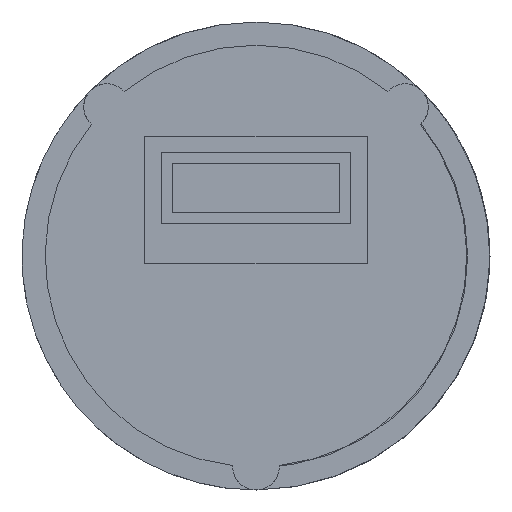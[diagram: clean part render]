
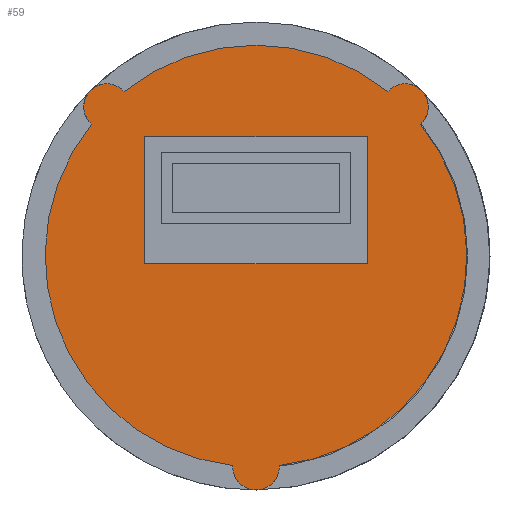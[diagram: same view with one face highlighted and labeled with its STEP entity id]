
A CAD part, front view. The second image highlights one B-rep face of the part: STEP entity #59.
In plain terms, the highlighted planar face has unit normal (0, -1, 0).
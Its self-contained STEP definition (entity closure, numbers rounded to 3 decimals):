
#1 = ORIENTED_EDGE ( 'NONE', *, *, #544, .F. ) ;
#6 = CIRCLE ( 'NONE', #177, 1.04 ) ;
#59 = ADVANCED_FACE ( 'NONE', ( #491, #889 ), #718, .F. ) ;
#142 = CARTESIAN_POINT ( 'NONE',  ( 6.689, 0., 6.689 ) ) ;
#143 = CIRCLE ( 'NONE', #772, 9.46 ) ;
#145 = DIRECTION ( 'NONE',  ( 1., 0., 0. ) ) ;
#147 = EDGE_CURVE ( 'NONE', #1033, #1481, #1086, .T. ) ;
#150 = VECTOR ( 'NONE', #145, 1000. ) ;
#166 = DIRECTION ( 'NONE',  ( 0., 1., 0. ) ) ;
#170 = ORIENTED_EDGE ( 'NONE', *, *, #866, .F. ) ;
#177 = AXIS2_PLACEMENT_3D ( 'NONE', #208, #728, #1484 ) ;
#187 = EDGE_CURVE ( 'NONE', #333, #1579, #490, .T. ) ;
#189 = VERTEX_POINT ( 'NONE', #1210 ) ;
#196 = ORIENTED_EDGE ( 'NONE', *, *, #671, .F. ) ;
#208 = CARTESIAN_POINT ( 'NONE',  ( -6.689, 0., 6.689 ) ) ;
#240 = CARTESIAN_POINT ( 'NONE',  ( 0., 0., 9.46 ) ) ;
#245 = LINE ( 'NONE', #761, #683 ) ;
#277 = CIRCLE ( 'NONE', #1087, 1.04 ) ;
#278 = ORIENTED_EDGE ( 'NONE', *, *, #187, .F. ) ;
#287 = DIRECTION ( 'NONE',  ( 0., 0., 1. ) ) ;
#289 = CIRCLE ( 'NONE', #1655, 1.04 ) ;
#319 = CARTESIAN_POINT ( 'NONE',  ( -5.915, 0., 7.383 ) ) ;
#333 = VERTEX_POINT ( 'NONE', #1609 ) ;
#334 = CARTESIAN_POINT ( 'NONE',  ( 5.915, 0., 7.383 ) ) ;
#356 = ORIENTED_EDGE ( 'NONE', *, *, #807, .F. ) ;
#368 = DIRECTION ( 'NONE',  ( 0., 1., 0. ) ) ;
#372 = VERTEX_POINT ( 'NONE', #319 ) ;
#414 = CARTESIAN_POINT ( 'NONE',  ( 0., 0., -0.35 ) ) ;
#416 = DIRECTION ( 'NONE',  ( 0., 0., 1. ) ) ;
#490 = CIRCLE ( 'NONE', #1143, 9.46 ) ;
#491 = FACE_BOUND ( 'NONE', #641, .T. ) ;
#501 = DIRECTION ( 'NONE',  ( 0., 0., 1. ) ) ;
#544 = EDGE_CURVE ( 'NONE', #985, #1667, #1538, .T. ) ;
#597 = EDGE_CURVE ( 'NONE', #1667, #933, #245, .T. ) ;
#629 = DIRECTION ( 'NONE',  ( 0., 0., 1. ) ) ;
#637 = AXIS2_PLACEMENT_3D ( 'NONE', #789, #1452, #647 ) ;
#641 = EDGE_LOOP ( 'NONE', ( #196, #1406, #1152, #1 ) ) ;
#647 = DIRECTION ( 'NONE',  ( 0., 0., 1. ) ) ;
#655 = CARTESIAN_POINT ( 'NONE',  ( -5., 0., 5.35 ) ) ;
#658 = DIRECTION ( 'NONE',  ( 0., 0., 1. ) ) ;
#671 = EDGE_CURVE ( 'NONE', #842, #985, #1391, .T. ) ;
#683 = VECTOR ( 'NONE', #1421, 1000. ) ;
#696 = DIRECTION ( 'NONE',  ( 0., 1., 0. ) ) ;
#715 = AXIS2_PLACEMENT_3D ( 'NONE', #142, #1322, #1443 ) ;
#718 = PLANE ( 'NONE',  #931 ) ;
#728 = DIRECTION ( 'NONE',  ( 0., 1., 0. ) ) ;
#732 = CARTESIAN_POINT ( 'NONE',  ( -7.383, 0., 5.915 ) ) ;
#738 = EDGE_CURVE ( 'NONE', #1579, #189, #1674, .T. ) ;
#745 = CARTESIAN_POINT ( 'NONE',  ( 0., 0., 5.35 ) ) ;
#756 = CARTESIAN_POINT ( 'NONE',  ( 0., 0., 0. ) ) ;
#761 = CARTESIAN_POINT ( 'NONE',  ( -5., 0., 0. ) ) ;
#772 = AXIS2_PLACEMENT_3D ( 'NONE', #872, #1250, #501 ) ;
#789 = CARTESIAN_POINT ( 'NONE',  ( 0., 0., 0. ) ) ;
#807 = EDGE_CURVE ( 'NONE', #1677, #1033, #277, .T. ) ;
#842 = VERTEX_POINT ( 'NONE', #1494 ) ;
#851 = AXIS2_PLACEMENT_3D ( 'NONE', #1314, #1476, #658 ) ;
#866 = EDGE_CURVE ( 'NONE', #1481, #333, #289, .T. ) ;
#872 = CARTESIAN_POINT ( 'NONE',  ( 0., 0., 0. ) ) ;
#876 = VECTOR ( 'NONE', #287, 1000. ) ;
#889 = FACE_OUTER_BOUND ( 'NONE', #1534, .T. ) ;
#916 = CARTESIAN_POINT ( 'NONE',  ( 0., 0., 0. ) ) ;
#921 = VERTEX_POINT ( 'NONE', #334 ) ;
#931 = AXIS2_PLACEMENT_3D ( 'NONE', #756, #368, #629 ) ;
#933 = VERTEX_POINT ( 'NONE', #1513 ) ;
#955 = CARTESIAN_POINT ( 'NONE',  ( 0., 0., 0. ) ) ;
#975 = EDGE_CURVE ( 'NONE', #189, #372, #6, .T. ) ;
#985 = VERTEX_POINT ( 'NONE', #995 ) ;
#995 = CARTESIAN_POINT ( 'NONE',  ( 5., 0., 5.35 ) ) ;
#1001 = ORIENTED_EDGE ( 'NONE', *, *, #147, .F. ) ;
#1012 = DIRECTION ( 'NONE',  ( -1., 0., 0. ) ) ;
#1033 = VERTEX_POINT ( 'NONE', #1419 ) ;
#1045 = VECTOR ( 'NONE', #1012, 1000. ) ;
#1086 = CIRCLE ( 'NONE', #1533, 9.46 ) ;
#1087 = AXIS2_PLACEMENT_3D ( 'NONE', #1199, #166, #416 ) ;
#1136 = CARTESIAN_POINT ( 'NONE',  ( 5., 0., 0. ) ) ;
#1143 = AXIS2_PLACEMENT_3D ( 'NONE', #955, #696, #1336 ) ;
#1152 = ORIENTED_EDGE ( 'NONE', *, *, #597, .F. ) ;
#1154 = ORIENTED_EDGE ( 'NONE', *, *, #1631, .F. ) ;
#1170 = CARTESIAN_POINT ( 'NONE',  ( 6.689, 0., 7.729 ) ) ;
#1199 = CARTESIAN_POINT ( 'NONE',  ( 6.689, 0., 6.689 ) ) ;
#1206 = LINE ( 'NONE', #414, #150 ) ;
#1210 = CARTESIAN_POINT ( 'NONE',  ( -6.689, 0., 7.729 ) ) ;
#1237 = ORIENTED_EDGE ( 'NONE', *, *, #975, .F. ) ;
#1250 = DIRECTION ( 'NONE',  ( 0., 1., 0. ) ) ;
#1257 = CARTESIAN_POINT ( 'NONE',  ( 1.038, 0., -9.403 ) ) ;
#1263 = EDGE_CURVE ( 'NONE', #933, #842, #1206, .T. ) ;
#1286 = CIRCLE ( 'NONE', #715, 1.04 ) ;
#1312 = ORIENTED_EDGE ( 'NONE', *, *, #1662, .F. ) ;
#1314 = CARTESIAN_POINT ( 'NONE',  ( -6.689, 0., 6.689 ) ) ;
#1322 = DIRECTION ( 'NONE',  ( 0., 1., 0. ) ) ;
#1332 = ORIENTED_EDGE ( 'NONE', *, *, #1651, .F. ) ;
#1336 = DIRECTION ( 'NONE',  ( 0., 0., 1. ) ) ;
#1356 = DIRECTION ( 'NONE',  ( 0., 1., 0. ) ) ;
#1364 = CARTESIAN_POINT ( 'NONE',  ( 0., 0., -9.46 ) ) ;
#1391 = LINE ( 'NONE', #1136, #876 ) ;
#1396 = CIRCLE ( 'NONE', #637, 9.46 ) ;
#1406 = ORIENTED_EDGE ( 'NONE', *, *, #1263, .F. ) ;
#1419 = CARTESIAN_POINT ( 'NONE',  ( 7.383, 0., 5.915 ) ) ;
#1421 = DIRECTION ( 'NONE',  ( 0., 0., -1. ) ) ;
#1433 = DIRECTION ( 'NONE',  ( 0., 0., 1. ) ) ;
#1443 = DIRECTION ( 'NONE',  ( 0., 0., 1. ) ) ;
#1452 = DIRECTION ( 'NONE',  ( 0., 1., 0. ) ) ;
#1476 = DIRECTION ( 'NONE',  ( 0., 1., 0. ) ) ;
#1481 = VERTEX_POINT ( 'NONE', #1257 ) ;
#1484 = DIRECTION ( 'NONE',  ( 0., 0., 1. ) ) ;
#1494 = CARTESIAN_POINT ( 'NONE',  ( 5., 0., -0.35 ) ) ;
#1500 = DIRECTION ( 'NONE',  ( 0., 0., 1. ) ) ;
#1513 = CARTESIAN_POINT ( 'NONE',  ( -5., 0., -0.35 ) ) ;
#1533 = AXIS2_PLACEMENT_3D ( 'NONE', #916, #1551, #1433 ) ;
#1534 = EDGE_LOOP ( 'NONE', ( #1154, #1237, #1552, #278, #170, #1001, #356, #1312, #1332 ) ) ;
#1538 = LINE ( 'NONE', #745, #1045 ) ;
#1551 = DIRECTION ( 'NONE',  ( 0., 1., 0. ) ) ;
#1552 = ORIENTED_EDGE ( 'NONE', *, *, #738, .F. ) ;
#1579 = VERTEX_POINT ( 'NONE', #732 ) ;
#1609 = CARTESIAN_POINT ( 'NONE',  ( -1.038, 0., -9.403 ) ) ;
#1619 = VERTEX_POINT ( 'NONE', #240 ) ;
#1631 = EDGE_CURVE ( 'NONE', #372, #1619, #143, .T. ) ;
#1651 = EDGE_CURVE ( 'NONE', #1619, #921, #1396, .T. ) ;
#1655 = AXIS2_PLACEMENT_3D ( 'NONE', #1364, #1356, #1500 ) ;
#1662 = EDGE_CURVE ( 'NONE', #921, #1677, #1286, .T. ) ;
#1667 = VERTEX_POINT ( 'NONE', #655 ) ;
#1674 = CIRCLE ( 'NONE', #851, 1.04 ) ;
#1677 = VERTEX_POINT ( 'NONE', #1170 ) ;
